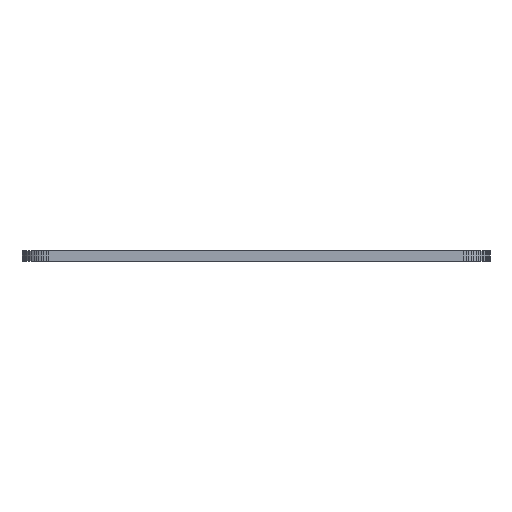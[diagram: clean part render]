
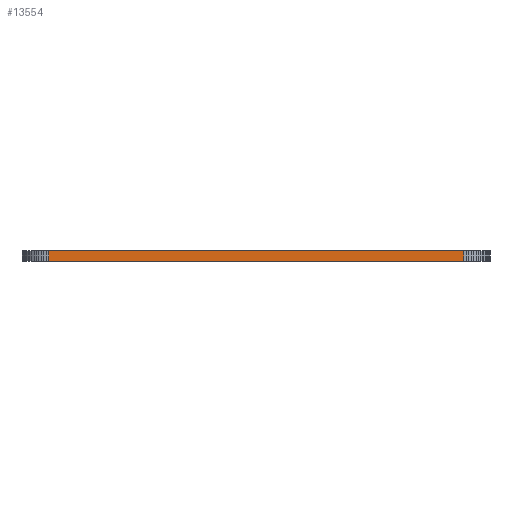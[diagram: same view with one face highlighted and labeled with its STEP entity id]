
A CAD part, left-side view. The second image highlights one B-rep face of the part: STEP entity #13554.
In plain terms, the highlighted planar face has unit normal (-1, 0, 0).
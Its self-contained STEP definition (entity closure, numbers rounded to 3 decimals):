
#90 = PLANE('',#91);
#91 = AXIS2_PLACEMENT_3D('',#92,#93,#94);
#92 = CARTESIAN_POINT('',(98.297,-80.72,1.58));
#93 = DIRECTION('',(-0.,-0.,-1.));
#94 = DIRECTION('',(-1.,0.,0.));
#144 = PLANE('',#145);
#145 = AXIS2_PLACEMENT_3D('',#146,#147,#148);
#146 = CARTESIAN_POINT('',(98.297,-80.72,0.));
#147 = DIRECTION('',(-0.,-0.,-1.));
#148 = DIRECTION('',(-1.,0.,0.));
#1877 = VERTEX_POINT('',#1878);
#1878 = CARTESIAN_POINT('',(45.837,-110.25,0.));
#1892 = PLANE('',#1893);
#1893 = AXIS2_PLACEMENT_3D('',#1894,#1895,#1896);
#1894 = CARTESIAN_POINT('',(45.856,-110.643,0.));
#1895 = DIRECTION('',(-0.999,-0.049,0.));
#1896 = DIRECTION('',(-0.049,0.999,0.));
#1904 = EDGE_CURVE('',#1877,#1905,#1907,.T.);
#1905 = VERTEX_POINT('',#1906);
#1906 = CARTESIAN_POINT('',(45.837,-46.14,0.));
#1907 = SURFACE_CURVE('',#1908,(#1912,#1919),.PCURVE_S1.);
#1908 = LINE('',#1909,#1910);
#1909 = CARTESIAN_POINT('',(45.837,-110.25,0.));
#1910 = VECTOR('',#1911,1.);
#1911 = DIRECTION('',(0.,1.,0.));
#1912 = PCURVE('',#144,#1913);
#1913 = DEFINITIONAL_REPRESENTATION('',(#1914),#1918);
#1914 = LINE('',#1915,#1916);
#1915 = CARTESIAN_POINT('',(52.461,-29.53));
#1916 = VECTOR('',#1917,1.);
#1917 = DIRECTION('',(0.,1.));
#1918 = ( GEOMETRIC_REPRESENTATION_CONTEXT(2) 
PARAMETRIC_REPRESENTATION_CONTEXT() REPRESENTATION_CONTEXT('2D SPACE',''
  ) );
#1919 = PCURVE('',#1920,#1925);
#1920 = PLANE('',#1921);
#1921 = AXIS2_PLACEMENT_3D('',#1922,#1923,#1924);
#1922 = CARTESIAN_POINT('',(45.837,-110.25,0.));
#1923 = DIRECTION('',(-1.,0.,0.));
#1924 = DIRECTION('',(0.,1.,0.));
#1925 = DEFINITIONAL_REPRESENTATION('',(#1926),#1930);
#1926 = LINE('',#1927,#1928);
#1927 = CARTESIAN_POINT('',(0.,0.));
#1928 = VECTOR('',#1929,1.);
#1929 = DIRECTION('',(1.,0.));
#1930 = ( GEOMETRIC_REPRESENTATION_CONTEXT(2) 
PARAMETRIC_REPRESENTATION_CONTEXT() REPRESENTATION_CONTEXT('2D SPACE',''
  ) );
#1948 = PLANE('',#1949);
#1949 = AXIS2_PLACEMENT_3D('',#1950,#1951,#1952);
#1950 = CARTESIAN_POINT('',(45.837,-46.14,0.));
#1951 = DIRECTION('',(-1.,0.018,0.));
#1952 = DIRECTION('',(0.018,1.,0.));
#8341 = VERTEX_POINT('',#8342);
#8342 = CARTESIAN_POINT('',(45.837,-110.25,1.58));
#8363 = EDGE_CURVE('',#8341,#8364,#8366,.T.);
#8364 = VERTEX_POINT('',#8365);
#8365 = CARTESIAN_POINT('',(45.837,-46.14,1.58));
#8366 = SURFACE_CURVE('',#8367,(#8371,#8378),.PCURVE_S1.);
#8367 = LINE('',#8368,#8369);
#8368 = CARTESIAN_POINT('',(45.837,-110.25,1.58));
#8369 = VECTOR('',#8370,1.);
#8370 = DIRECTION('',(0.,1.,0.));
#8371 = PCURVE('',#90,#8372);
#8372 = DEFINITIONAL_REPRESENTATION('',(#8373),#8377);
#8373 = LINE('',#8374,#8375);
#8374 = CARTESIAN_POINT('',(52.461,-29.53));
#8375 = VECTOR('',#8376,1.);
#8376 = DIRECTION('',(0.,1.));
#8377 = ( GEOMETRIC_REPRESENTATION_CONTEXT(2) 
PARAMETRIC_REPRESENTATION_CONTEXT() REPRESENTATION_CONTEXT('2D SPACE',''
  ) );
#8378 = PCURVE('',#1920,#8379);
#8379 = DEFINITIONAL_REPRESENTATION('',(#8380),#8384);
#8380 = LINE('',#8381,#8382);
#8381 = CARTESIAN_POINT('',(0.,-1.58));
#8382 = VECTOR('',#8383,1.);
#8383 = DIRECTION('',(1.,0.));
#8384 = ( GEOMETRIC_REPRESENTATION_CONTEXT(2) 
PARAMETRIC_REPRESENTATION_CONTEXT() REPRESENTATION_CONTEXT('2D SPACE',''
  ) );
#13504 = EDGE_CURVE('',#1905,#8364,#13505,.T.);
#13505 = SURFACE_CURVE('',#13506,(#13510,#13517),.PCURVE_S1.);
#13506 = LINE('',#13507,#13508);
#13507 = CARTESIAN_POINT('',(45.837,-46.14,0.));
#13508 = VECTOR('',#13509,1.);
#13509 = DIRECTION('',(0.,0.,1.));
#13510 = PCURVE('',#1948,#13511);
#13511 = DEFINITIONAL_REPRESENTATION('',(#13512),#13516);
#13512 = LINE('',#13513,#13514);
#13513 = CARTESIAN_POINT('',(0.,0.));
#13514 = VECTOR('',#13515,1.);
#13515 = DIRECTION('',(0.,-1.));
#13516 = ( GEOMETRIC_REPRESENTATION_CONTEXT(2) 
PARAMETRIC_REPRESENTATION_CONTEXT() REPRESENTATION_CONTEXT('2D SPACE',''
  ) );
#13517 = PCURVE('',#1920,#13518);
#13518 = DEFINITIONAL_REPRESENTATION('',(#13519),#13523);
#13519 = LINE('',#13520,#13521);
#13520 = CARTESIAN_POINT('',(64.11,0.));
#13521 = VECTOR('',#13522,1.);
#13522 = DIRECTION('',(0.,-1.));
#13523 = ( GEOMETRIC_REPRESENTATION_CONTEXT(2) 
PARAMETRIC_REPRESENTATION_CONTEXT() REPRESENTATION_CONTEXT('2D SPACE',''
  ) );
#13554 = ADVANCED_FACE('',(#13555),#1920,.T.);
#13555 = FACE_BOUND('',#13556,.T.);
#13556 = EDGE_LOOP('',(#13557,#13578,#13579,#13580));
#13557 = ORIENTED_EDGE('',*,*,#13558,.T.);
#13558 = EDGE_CURVE('',#1877,#8341,#13559,.T.);
#13559 = SURFACE_CURVE('',#13560,(#13564,#13571),.PCURVE_S1.);
#13560 = LINE('',#13561,#13562);
#13561 = CARTESIAN_POINT('',(45.837,-110.25,0.));
#13562 = VECTOR('',#13563,1.);
#13563 = DIRECTION('',(0.,0.,1.));
#13564 = PCURVE('',#1920,#13565);
#13565 = DEFINITIONAL_REPRESENTATION('',(#13566),#13570);
#13566 = LINE('',#13567,#13568);
#13567 = CARTESIAN_POINT('',(0.,0.));
#13568 = VECTOR('',#13569,1.);
#13569 = DIRECTION('',(0.,-1.));
#13570 = ( GEOMETRIC_REPRESENTATION_CONTEXT(2) 
PARAMETRIC_REPRESENTATION_CONTEXT() REPRESENTATION_CONTEXT('2D SPACE',''
  ) );
#13571 = PCURVE('',#1892,#13572);
#13572 = DEFINITIONAL_REPRESENTATION('',(#13573),#13577);
#13573 = LINE('',#13574,#13575);
#13574 = CARTESIAN_POINT('',(0.394,0.));
#13575 = VECTOR('',#13576,1.);
#13576 = DIRECTION('',(0.,-1.));
#13577 = ( GEOMETRIC_REPRESENTATION_CONTEXT(2) 
PARAMETRIC_REPRESENTATION_CONTEXT() REPRESENTATION_CONTEXT('2D SPACE',''
  ) );
#13578 = ORIENTED_EDGE('',*,*,#8363,.T.);
#13579 = ORIENTED_EDGE('',*,*,#13504,.F.);
#13580 = ORIENTED_EDGE('',*,*,#1904,.F.);
